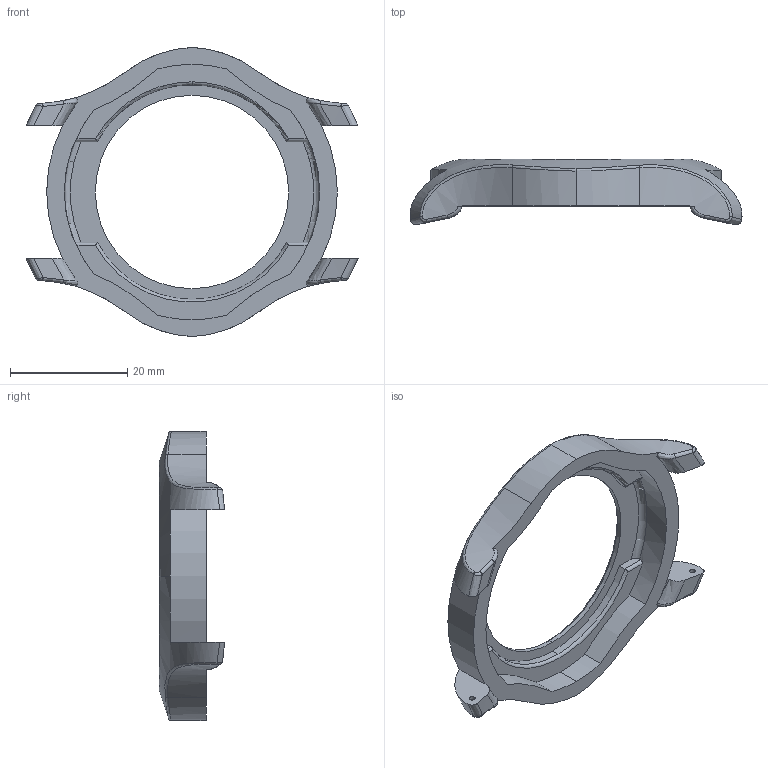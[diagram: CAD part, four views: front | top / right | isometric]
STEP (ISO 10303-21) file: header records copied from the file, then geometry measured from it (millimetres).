
FILE_DESCRIPTION (( 'STEP AP214' ), '1' );
FILE_NAME ('v0.1.1-dev avata with glass.STEP', '2020-09-02T22:48:47', ( '' ), ( '' ), 'SwSTEP 2.0', 'SolidWorks 2016', '' );
FILE_SCHEMA (( 'AUTOMOTIVE_DESIGN' ));
Length unit declared in the file: millimetre
Products named in the file (1): v0.1.1-dev avata with glass
Bounding box: 56.65 x 11.15 x 49.35 mm (x, y, z)
Volume: 5069.5 mm3; surface area: 4529.7 mm2
Topology: 1 solids, 1 shells, 100 faces, 253 edges, 160 vertices
Faces by surface type: bspline 42, cylinder 34, plane 17, torus 5, cone 2
Entity records: 4794 total; most frequent: CARTESIAN_POINT 2672, ORIENTED_EDGE 506, DIRECTION 332, EDGE_CURVE 253, VERTEX_POINT 160, AXIS2_PLACEMENT_3D 136, B_SPLINE_CURVE_WITH_KNOTS 116, EDGE_LOOP 107
